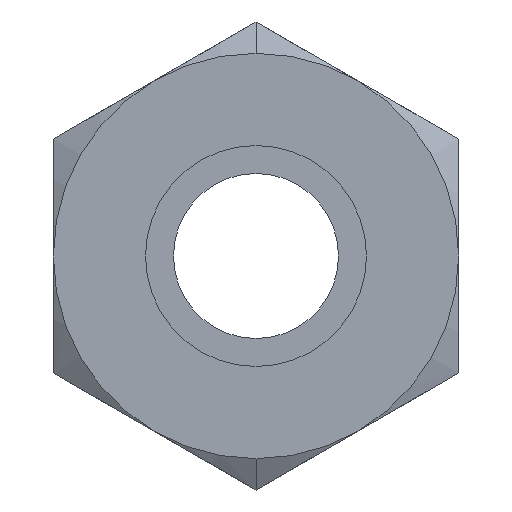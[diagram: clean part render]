
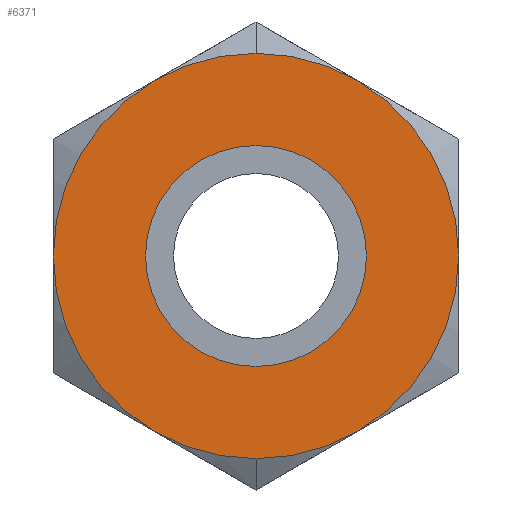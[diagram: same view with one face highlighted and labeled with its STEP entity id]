
A CAD part, left-side view. The second image highlights one B-rep face of the part: STEP entity #6371.
In plain terms, the highlighted planar face has unit normal (-1, 0, 0).
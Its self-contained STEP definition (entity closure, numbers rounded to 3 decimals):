
#208 = CARTESIAN_POINT ( 'NONE',  ( 0., 0., 0. ) ) ;
#224 = DIRECTION ( 'NONE',  ( 0., 0., 1. ) ) ;
#480 = ORIENTED_EDGE ( 'NONE', *, *, #2662, .T. ) ;
#716 = EDGE_LOOP ( 'NONE', ( #7197, #480 ) ) ;
#734 = VERTEX_POINT ( 'NONE', #2197 ) ;
#783 = CARTESIAN_POINT ( 'NONE',  ( 0., 0., 4.76 ) ) ;
#943 = CIRCLE ( 'NONE', #4927, 4.76 ) ;
#963 = EDGE_CURVE ( 'NONE', #734, #2578, #3375, .T. ) ;
#1103 = AXIS2_PLACEMENT_3D ( 'NONE', #208, #3167, #6567 ) ;
#1290 = AXIS2_PLACEMENT_3D ( 'NONE', #2324, #4584, #6901 ) ;
#1628 = DIRECTION ( 'NONE',  ( 0., 0., -1. ) ) ;
#1640 = PLANE ( 'NONE',  #1290 ) ;
#1991 = EDGE_LOOP ( 'NONE', ( #4453, #6121 ) ) ;
#2032 = DIRECTION ( 'NONE',  ( 0., 0., 1. ) ) ;
#2098 = EDGE_CURVE ( 'NONE', #2578, #734, #3349, .T. ) ;
#2197 = CARTESIAN_POINT ( 'NONE',  ( 0., 0., 8.73 ) ) ;
#2324 = CARTESIAN_POINT ( 'NONE',  ( 0., 0., 4.365 ) ) ;
#2357 = FACE_OUTER_BOUND ( 'NONE', #1991, .T. ) ;
#2578 = VERTEX_POINT ( 'NONE', #3061 ) ;
#2662 = EDGE_CURVE ( 'NONE', #5584, #3178, #943, .T. ) ;
#2885 = CARTESIAN_POINT ( 'NONE',  ( 0., 0., -4.76 ) ) ;
#3061 = CARTESIAN_POINT ( 'NONE',  ( 0., 0., -8.73 ) ) ;
#3167 = DIRECTION ( 'NONE',  ( 1., 0., 0. ) ) ;
#3178 = VERTEX_POINT ( 'NONE', #2885 ) ;
#3234 = AXIS2_PLACEMENT_3D ( 'NONE', #5143, #5750, #1628 ) ;
#3349 = CIRCLE ( 'NONE', #3234, 8.73 ) ;
#3375 = CIRCLE ( 'NONE', #6267, 8.73 ) ;
#4364 = CIRCLE ( 'NONE', #1103, 4.76 ) ;
#4453 = ORIENTED_EDGE ( 'NONE', *, *, #963, .F. ) ;
#4584 = DIRECTION ( 'NONE',  ( -1., 0., 0. ) ) ;
#4870 = CARTESIAN_POINT ( 'NONE',  ( 0., 0., 0. ) ) ;
#4927 = AXIS2_PLACEMENT_3D ( 'NONE', #5966, #7216, #2032 ) ;
#5143 = CARTESIAN_POINT ( 'NONE',  ( 0., 0., 0. ) ) ;
#5584 = VERTEX_POINT ( 'NONE', #783 ) ;
#5750 = DIRECTION ( 'NONE',  ( 1., 0., 0. ) ) ;
#5966 = CARTESIAN_POINT ( 'NONE',  ( 0., 0., 0. ) ) ;
#6015 = DIRECTION ( 'NONE',  ( 1., 0., 0. ) ) ;
#6121 = ORIENTED_EDGE ( 'NONE', *, *, #2098, .F. ) ;
#6267 = AXIS2_PLACEMENT_3D ( 'NONE', #4870, #6015, #224 ) ;
#6371 = ADVANCED_FACE ( 'NONE', ( #7476, #2357 ), #1640, .T. ) ;
#6567 = DIRECTION ( 'NONE',  ( 0., 0., -1. ) ) ;
#6901 = DIRECTION ( 'NONE',  ( 0., 0., 1. ) ) ;
#7197 = ORIENTED_EDGE ( 'NONE', *, *, #7356, .T. ) ;
#7216 = DIRECTION ( 'NONE',  ( 1., 0., 0. ) ) ;
#7356 = EDGE_CURVE ( 'NONE', #3178, #5584, #4364, .T. ) ;
#7476 = FACE_BOUND ( 'NONE', #716, .T. ) ;
